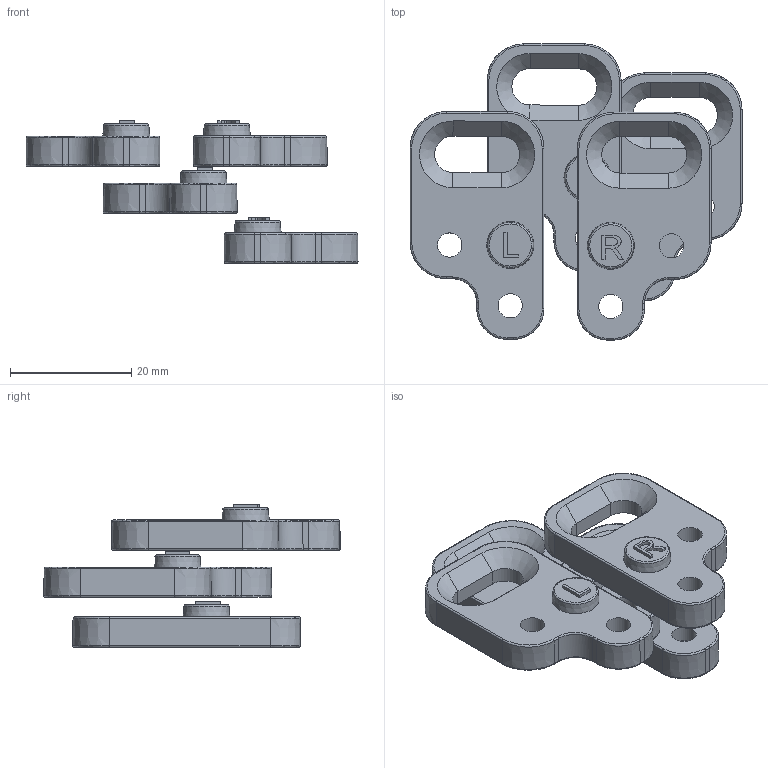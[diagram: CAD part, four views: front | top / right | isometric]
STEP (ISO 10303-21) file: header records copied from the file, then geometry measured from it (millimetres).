
FILE_DESCRIPTION (( 'STEP AP203' ), '1' );
FILE_NAME ('1554FT.step', '2020-11-17T20:40:29', ( 'ADC123' ), ( 'Microsoft' ), 'SwSTEP 2.0', 'SolidWorks 2019', '' );
FILE_SCHEMA (( 'CONFIG_CONTROL_DESIGN' ));
Length unit declared in the file: inch
Products named in the file (1): 1554FT
Bounding box: 54.74 x 48.86 x 23.49 mm (x, y, z)
Volume: 11073 mm3; surface area: 8083.5 mm2
Topology: 4 solids, 4 shells, 280 faces, 658 edges, 400 vertices
Faces by surface type: plane 96, bspline 72, cylinder 68, cone 44
Full cylindrical faces by diameter (mm): 4 x8
Entity records: 10153 total; most frequent: CARTESIAN_POINT 4197, ORIENTED_EDGE 1236, DIRECTION 1104, EDGE_CURVE 618, AXIS2_PLACEMENT_3D 393, VERTEX_POINT 392, EDGE_LOOP 350, LINE 318
